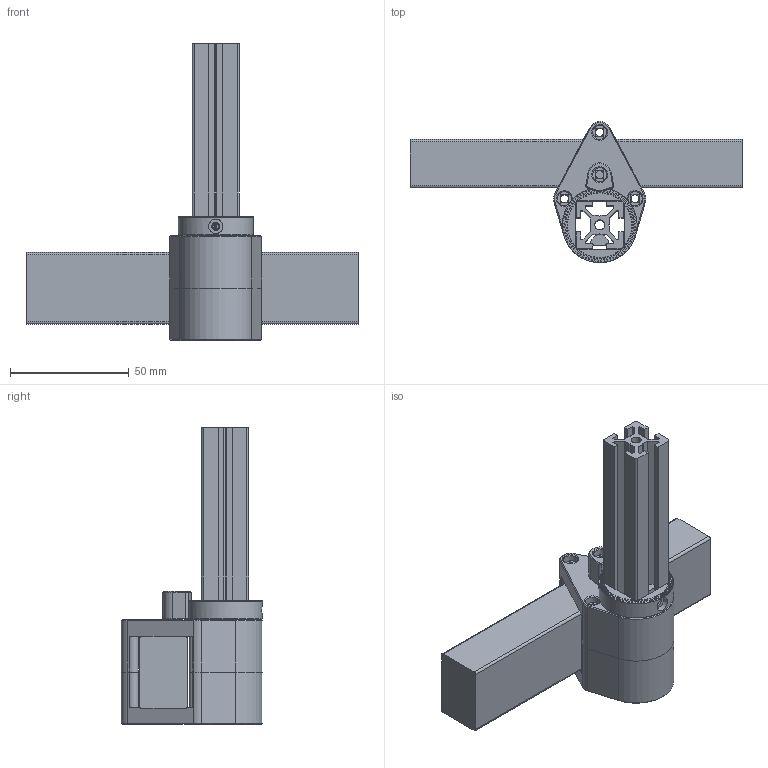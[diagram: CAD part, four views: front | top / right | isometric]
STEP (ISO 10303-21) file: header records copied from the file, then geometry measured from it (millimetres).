
FILE_DESCRIPTION(/* description */ (''),/* implementation_level */ '2;1');
FILE_NAME(/* name */ 'Monitor_Arm_2020_Bracket v5.step',/* time_stamp */ '2022-10-20T09:48:07-04:00',/* author */ (''),/* organization */ (''),/* preprocessor_version */ 'ST-DEVELOPER v19',/* originating_system */ 'Autodesk Translation Framework v11.7.0.108',/* authorisation */ '');
FILE_SCHEMA (('AUTOMOTIVE_DESIGN { 1 0 10303 214 3 1 1 }'));
Length unit declared in the file: millimetre
Products named in the file (6): Monitor_Arm_2020_Bracket; Bar; Clamp; ExtrusionHolder; HFS5-2020-200 v1; M3 T-nut v1
Assembly tree (5 placements, depth 3):
  Monitor_Arm_2020_Bracket
    Bar
    Clamp
    ExtrusionHolder
      HFS5-2020-200 v1
      M3 T-nut v1
Bounding box: 140 x 59.48 x 125 mm (x, y, z)
Volume: 136919.9 mm3; surface area: 57202 mm2
Topology: 10 solids, 10 shells, 627 faces, 1750 edges, 1144 vertices
Faces by surface type: plane 415, cylinder 162, cone 37, bspline 11, sphere 2
Full cylindrical faces by diameter (mm): 2.529 x4, 3.086 x4, 3.4 x10, 4.2 x1, 4.7 x4, 5.8 x2, 6 x6, 28 x2, 31.5 x1
Entity records: 21987 total; most frequent: CARTESIAN_POINT 5393, ORIENTED_EDGE 3492, DIRECTION 3422, EDGE_CURVE 1746, AXIS2_PLACEMENT_3D 1153, VERTEX_POINT 1144, LINE 1116, VECTOR 1116
